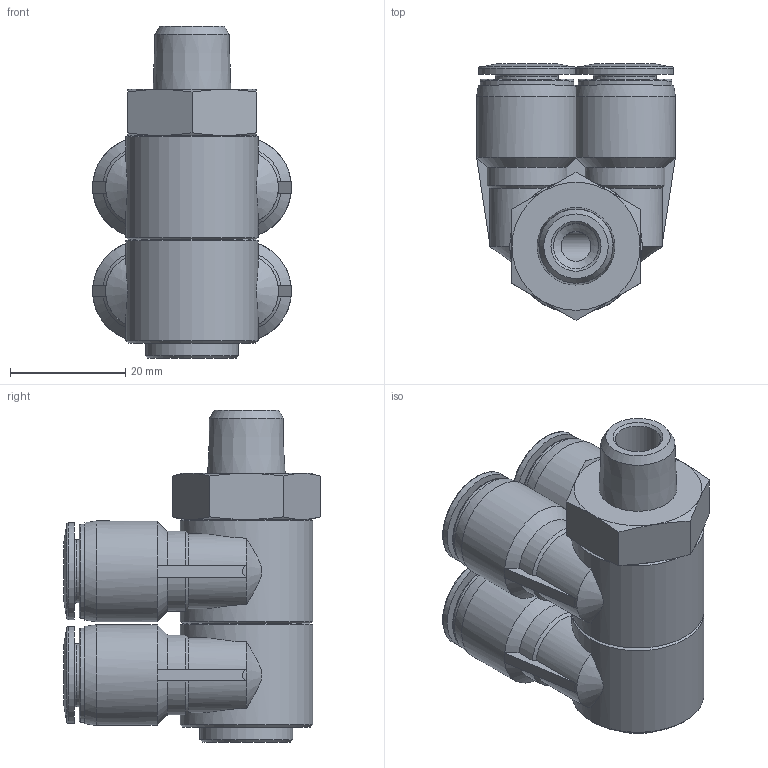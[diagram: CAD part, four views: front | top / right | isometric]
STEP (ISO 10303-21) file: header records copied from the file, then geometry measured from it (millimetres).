
FILE_DESCRIPTION(/* description */ ('STEP AP214'),/* implementation_level */ '2;1');
FILE_NAME(/* name */ '190795_QSLV4-1_4-3_8-U',/* time_stamp */ '2024-09-14T11:19:08+02:00',/* author */ ('License CC BY-ND 4.0'),/* organization */ ('CADENAS'),/* preprocessor_version */ 'ST-DEVELOPER v19.3',/* originating_system */ 'PARTsolutions',/* authorisation */ ' ');
FILE_SCHEMA (('AUTOMOTIVE_DESIGN {1 0 10303 214 3 1 1}'));
Length unit declared in the file: millimetre
Products named in the file (1): 190795 QSLV4-1/4-3/8-U
Bounding box: 34.5 x 44.53 x 57.6 mm (x, y, z)
Volume: 32005.3 mm3; surface area: 15132.8 mm2
Topology: 1 solids, 1 shells, 166 faces, 386 edges, 230 vertices
Faces by surface type: plane 52, cone 49, cylinder 45, torus 16, sphere 4
Full cylindrical faces by diameter (mm): 5.2 x9, 7.838 x1, 9.525 x4, 10.925 x4, 16.1 x1, 16.3 x4, 16.8 x4, 23 x2
Entity records: 5621 total; most frequent: CARTESIAN_POINT 1039, DIRECTION 712, ORIENTED_EDGE 624, AXIS2_PLACEMENT_3D 325, EDGE_CURVE 312, EDGE_LOOP 246, FACE_BOUND 246, VERTEX_POINT 220
